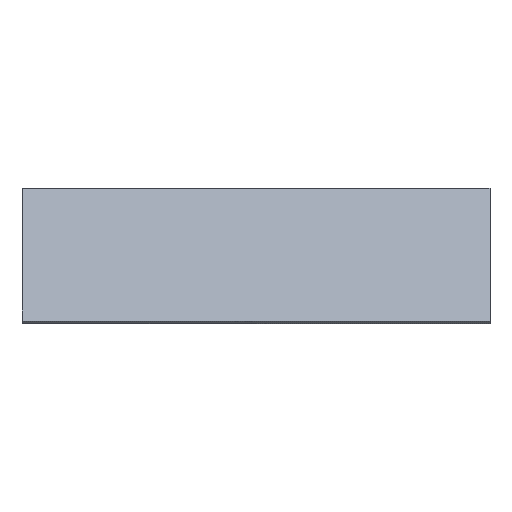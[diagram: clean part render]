
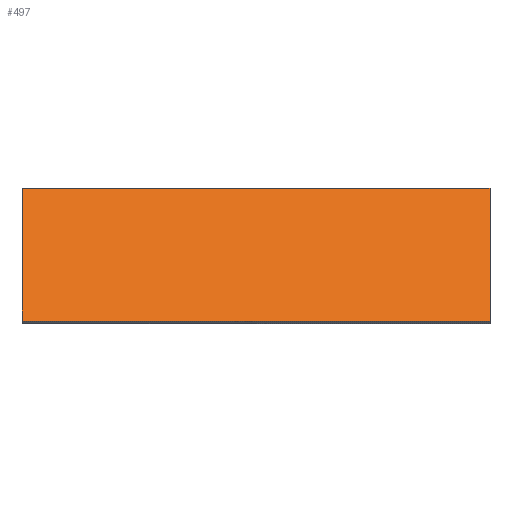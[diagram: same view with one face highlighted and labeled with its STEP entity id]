
A CAD part, top view. The second image highlights one B-rep face of the part: STEP entity #497.
In plain terms, the highlighted planar face has unit normal (0, 0.469, 0.883).
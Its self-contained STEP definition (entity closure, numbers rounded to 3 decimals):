
#31 = VERTEX_POINT ( 'NONE', #1303 ) ;
#32 = EDGE_CURVE ( 'NONE', #31, #1073, #492, .T. ) ;
#42 = DIRECTION ( 'NONE',  ( -1., 0., 0. ) ) ;
#50 = CARTESIAN_POINT ( 'NONE',  ( -56.5, 0., 22.262 ) ) ;
#59 = VERTEX_POINT ( 'NONE', #191 ) ;
#89 = EDGE_CURVE ( 'NONE', #1580, #1073, #983, .T. ) ;
#162 = DIRECTION ( 'NONE',  ( 0., 0.883, -0.469 ) ) ;
#191 = CARTESIAN_POINT ( 'NONE',  ( 56.5, -1.114, 22.854 ) ) ;
#202 = DIRECTION ( 'NONE',  ( 0., -0.883, 0.469 ) ) ;
#329 = EDGE_CURVE ( 'NONE', #828, #1598, #1614, .T. ) ;
#352 = EDGE_CURVE ( 'NONE', #59, #1580, #1751, .T. ) ;
#368 = LINE ( 'NONE', #598, #614 ) ;
#377 = VECTOR ( 'NONE', #42, 1000. ) ;
#385 = ORIENTED_EDGE ( 'NONE', *, *, #329, .F. ) ;
#389 = CARTESIAN_POINT ( 'NONE',  ( 56.5, -1.114, 22.854 ) ) ;
#397 = ORIENTED_EDGE ( 'NONE', *, *, #89, .T. ) ;
#414 = DIRECTION ( 'NONE',  ( 0., 0.883, -0.469 ) ) ;
#492 = LINE ( 'NONE', #1432, #719 ) ;
#497 = ADVANCED_FACE ( 'NONE', ( #645 ), #1346, .T. ) ;
#569 = EDGE_CURVE ( 'NONE', #59, #828, #663, .T. ) ;
#598 = CARTESIAN_POINT ( 'NONE',  ( -56.5, -0.796, 22.685 ) ) ;
#610 = DIRECTION ( 'NONE',  ( 0., 0.883, -0.469 ) ) ;
#614 = VECTOR ( 'NONE', #162, 1000. ) ;
#645 = FACE_OUTER_BOUND ( 'NONE', #1550, .T. ) ;
#656 = CARTESIAN_POINT ( 'NONE',  ( 56.5, -32.14, 39.351 ) ) ;
#663 = LINE ( 'NONE', #656, #1771 ) ;
#691 = VECTOR ( 'NONE', #1528, 1000. ) ;
#719 = VECTOR ( 'NONE', #610, 1000. ) ;
#828 = VERTEX_POINT ( 'NONE', #1689 ) ;
#887 = CARTESIAN_POINT ( 'NONE',  ( 0., 0., 22.262 ) ) ;
#956 = EDGE_CURVE ( 'NONE', #1598, #31, #368, .T. ) ;
#960 = ORIENTED_EDGE ( 'NONE', *, *, #569, .F. ) ;
#983 = LINE ( 'NONE', #887, #377 ) ;
#1021 = VECTOR ( 'NONE', #414, 1000. ) ;
#1073 = VERTEX_POINT ( 'NONE', #50 ) ;
#1103 = CARTESIAN_POINT ( 'NONE',  ( -56.5, -32.14, 39.351 ) ) ;
#1169 = ORIENTED_EDGE ( 'NONE', *, *, #32, .F. ) ;
#1174 = DIRECTION ( 'NONE',  ( 0., 0.469, 0.883 ) ) ;
#1180 = ORIENTED_EDGE ( 'NONE', *, *, #956, .F. ) ;
#1207 = AXIS2_PLACEMENT_3D ( 'NONE', #1596, #1174, #202 ) ;
#1303 = CARTESIAN_POINT ( 'NONE',  ( -56.5, -1.114, 22.854 ) ) ;
#1346 = PLANE ( 'NONE',  #1207 ) ;
#1432 = CARTESIAN_POINT ( 'NONE',  ( -56.5, 9.078, 17.435 ) ) ;
#1507 = ORIENTED_EDGE ( 'NONE', *, *, #352, .T. ) ;
#1528 = DIRECTION ( 'NONE',  ( -1., 0., 0. ) ) ;
#1550 = EDGE_LOOP ( 'NONE', ( #960, #1507, #397, #1169, #1180, #385 ) ) ;
#1580 = VERTEX_POINT ( 'NONE', #1621 ) ;
#1596 = CARTESIAN_POINT ( 'NONE',  ( 0., 9.078, 17.435 ) ) ;
#1598 = VERTEX_POINT ( 'NONE', #1652 ) ;
#1614 = LINE ( 'NONE', #1103, #691 ) ;
#1621 = CARTESIAN_POINT ( 'NONE',  ( 56.5, 0., 22.262 ) ) ;
#1652 = CARTESIAN_POINT ( 'NONE',  ( -56.5, -32.14, 39.351 ) ) ;
#1689 = CARTESIAN_POINT ( 'NONE',  ( 56.5, -32.14, 39.351 ) ) ;
#1751 = LINE ( 'NONE', #389, #1021 ) ;
#1762 = DIRECTION ( 'NONE',  ( 0., -0.883, 0.469 ) ) ;
#1771 = VECTOR ( 'NONE', #1762, 1000. ) ;
